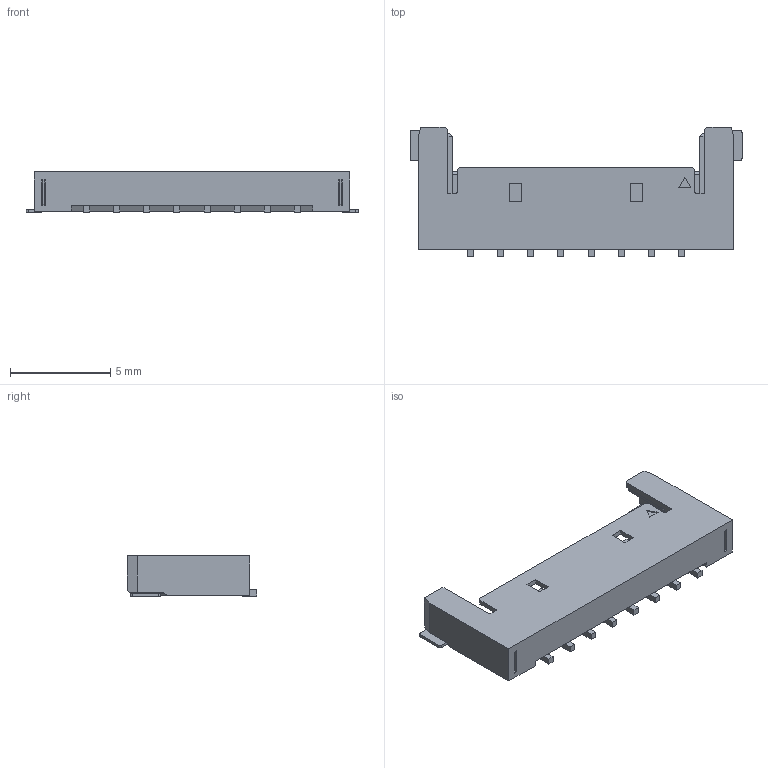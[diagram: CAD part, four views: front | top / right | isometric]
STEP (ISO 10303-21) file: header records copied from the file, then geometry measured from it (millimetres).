
FILE_DESCRIPTION((''),'2;1');
FILE_NAME('5040500891','2018-06-13T',('akumar19'),(''),'PRO/ENGINEER BY PARAMETRIC TECHNOLOGY CORPORATION, 2012310','PRO/ENGINEER BY PARAMETRIC TECHNOLOGY CORPORATION, 2012310','');
FILE_SCHEMA(('CONFIG_CONTROL_DESIGN'));
Length unit declared in the file: millimetre
Products named in the file (1): 5040500891
Bounding box: 16.55 x 6.44 x 2 mm (x, y, z)
Volume: 83.6 mm3; surface area: 401.6 mm2
Topology: 1 solids, 1 shells, 374 faces, 1077 edges, 704 vertices
Faces by surface type: plane 290, cylinder 68, sphere 16
Entity records: 12050 total; most frequent: CARTESIAN_POINT 2116, ORIENTED_EDGE 2074, DIRECTION 1963, EDGE_CURVE 1037, VECTOR 941, LINE 941, VERTEX_POINT 664, AXIS2_PLACEMENT_3D 511
